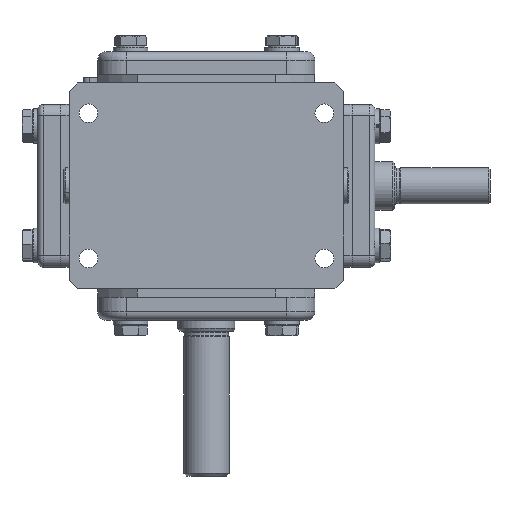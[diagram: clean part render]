
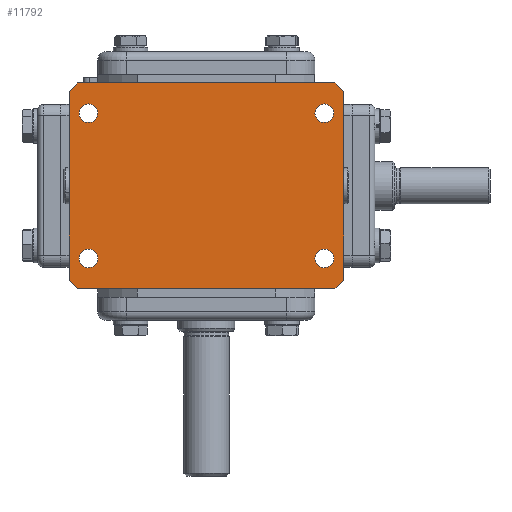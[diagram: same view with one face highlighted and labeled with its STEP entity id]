
A CAD part, front view. The second image highlights one B-rep face of the part: STEP entity #11792.
In plain terms, the highlighted planar face has unit normal (0, -1, 0).
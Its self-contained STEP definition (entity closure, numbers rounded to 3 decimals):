
#542 = CARTESIAN_POINT ( 'NONE',  ( 45., -43.64, -36. ) ) ;
#547 = CARTESIAN_POINT ( 'NONE',  ( 41.275, -43.64, 22.136 ) ) ;
#557 = CARTESIAN_POINT ( 'NONE',  ( 48., -43.64, -33. ) ) ;
#613 = CARTESIAN_POINT ( 'NONE',  ( -45., -43.64, 36. ) ) ;
#623 = CARTESIAN_POINT ( 'NONE',  ( 41.275, -43.64, 28.664 ) ) ;
#644 = CARTESIAN_POINT ( 'NONE',  ( 48., -43.64, 33. ) ) ;
#667 = CARTESIAN_POINT ( 'NONE',  ( 41.275, -43.64, -22.136 ) ) ;
#686 = CARTESIAN_POINT ( 'NONE',  ( -48., -43.64, -33. ) ) ;
#1706 = DIRECTION ( 'NONE',  ( 0., -1., 0. ) ) ;
#1711 = DIRECTION ( 'NONE',  ( 0., 0., -1. ) ) ;
#1725 = DIRECTION ( 'NONE',  ( 0.707, 0., -0.707 ) ) ;
#1726 = CARTESIAN_POINT ( 'NONE',  ( 45., -43.64, 36. ) ) ;
#1776 = CARTESIAN_POINT ( 'NONE',  ( -41.275, -43.64, -25.4 ) ) ;
#2188 = VERTEX_POINT ( 'NONE', #12174 ) ;
#2211 = VERTEX_POINT ( 'NONE', #12067 ) ;
#2373 = ORIENTED_EDGE ( 'NONE', *, *, #8579, .F. ) ;
#2378 = ORIENTED_EDGE ( 'NONE', *, *, #11700, .F. ) ;
#2380 = ORIENTED_EDGE ( 'NONE', *, *, #8590, .F. ) ;
#2381 = ORIENTED_EDGE ( 'NONE', *, *, #11718, .F. ) ;
#2382 = ORIENTED_EDGE ( 'NONE', *, *, #9212, .F. ) ;
#2384 = ORIENTED_EDGE ( 'NONE', *, *, #8239, .F. ) ;
#2391 = ORIENTED_EDGE ( 'NONE', *, *, #8234, .F. ) ;
#2392 = ORIENTED_EDGE ( 'NONE', *, *, #9231, .T. ) ;
#2393 = ORIENTED_EDGE ( 'NONE', *, *, #9218, .F. ) ;
#2397 = ORIENTED_EDGE ( 'NONE', *, *, #11714, .T. ) ;
#2400 = ORIENTED_EDGE ( 'NONE', *, *, #11713, .F. ) ;
#2410 = ORIENTED_EDGE ( 'NONE', *, *, #11972, .F. ) ;
#2411 = ORIENTED_EDGE ( 'NONE', *, *, #8238, .F. ) ;
#2412 = ORIENTED_EDGE ( 'NONE', *, *, #11971, .F. ) ;
#2413 = ORIENTED_EDGE ( 'NONE', *, *, #8233, .F. ) ;
#2416 = ORIENTED_EDGE ( 'NONE', *, *, #11702, .F. ) ;
#2653 = EDGE_LOOP ( 'NONE', ( #2397, #2410, #2381, #2373, #2382, #2393, #2392, #2391 ) ) ;
#3081 = VERTEX_POINT ( 'NONE', #12048 ) ;
#3083 = VERTEX_POINT ( 'NONE', #12022 ) ;
#3108 = VERTEX_POINT ( 'NONE', #12203 ) ;
#3111 = VERTEX_POINT ( 'NONE', #12074 ) ;
#3118 = VERTEX_POINT ( 'NONE', #12024 ) ;
#3121 = VERTEX_POINT ( 'NONE', #12161 ) ;
#3134 = VERTEX_POINT ( 'NONE', #623 ) ;
#3139 = VERTEX_POINT ( 'NONE', #686 ) ;
#3150 = VERTEX_POINT ( 'NONE', #613 ) ;
#3168 = VERTEX_POINT ( 'NONE', #644 ) ;
#3174 = VERTEX_POINT ( 'NONE', #667 ) ;
#3188 = VERTEX_POINT ( 'NONE', #547 ) ;
#3195 = VERTEX_POINT ( 'NONE', #557 ) ;
#3214 = VERTEX_POINT ( 'NONE', #542 ) ;
#3229 = CARTESIAN_POINT ( 'NONE',  ( 41.275, -43.64, 25.4 ) ) ;
#3230 = DIRECTION ( 'NONE',  ( 0., -1., 0. ) ) ;
#3231 = DIRECTION ( 'NONE',  ( 0., 0., -1. ) ) ;
#3232 = CARTESIAN_POINT ( 'NONE',  ( 48., -43.64, -33. ) ) ;
#3233 = DIRECTION ( 'NONE',  ( -0.707, 0., -0.707 ) ) ;
#3511 = CARTESIAN_POINT ( 'NONE',  ( 41.275, -43.64, 25.4 ) ) ;
#3512 = DIRECTION ( 'NONE',  ( 0., -1., 0. ) ) ;
#3513 = DIRECTION ( 'NONE',  ( 0., 0., -1. ) ) ;
#3515 = CARTESIAN_POINT ( 'NONE',  ( -48., -43.64, -33. ) ) ;
#3516 = CARTESIAN_POINT ( 'NONE',  ( -41.275, -43.64, 25.4 ) ) ;
#3517 = DIRECTION ( 'NONE',  ( -0.707, 0., 0.707 ) ) ;
#3518 = DIRECTION ( 'NONE',  ( 0., -1., 0. ) ) ;
#3519 = DIRECTION ( 'NONE',  ( 0., 0., -1. ) ) ;
#3554 = CARTESIAN_POINT ( 'NONE',  ( 41.275, -43.64, -25.4 ) ) ;
#3555 = DIRECTION ( 'NONE',  ( 0., -1., 0. ) ) ;
#3557 = DIRECTION ( 'NONE',  ( 0., 0., -1. ) ) ;
#4505 = PLANE ( 'NONE',  #9614 ) ;
#4506 = CARTESIAN_POINT ( 'NONE',  ( -48., -43.64, 41. ) ) ;
#4507 = DIRECTION ( 'NONE',  ( 0., -1., 0. ) ) ;
#4508 = DIRECTION ( 'NONE',  ( 0., 0., -1. ) ) ;
#4821 = LINE ( 'NONE', #3232, #10003 ) ;
#5271 = LINE ( 'NONE', #3515, #7675 ) ;
#6438 = EDGE_LOOP ( 'NONE', ( #2412, #2411 ) ) ;
#6538 = EDGE_LOOP ( 'NONE', ( #2400, #2413 ) ) ;
#6561 = EDGE_LOOP ( 'NONE', ( #2378, #2380 ) ) ;
#6609 = EDGE_LOOP ( 'NONE', ( #2416, #2384 ) ) ;
#7539 = CIRCLE ( 'NONE', #7545, 3.264 ) ;
#7545 = AXIS2_PLACEMENT_3D ( 'NONE', #3554, #3555, #3557 ) ;
#7675 = VECTOR ( 'NONE', #3517, 1000. ) ;
#7679 = CIRCLE ( 'NONE', #7681, 3.264 ) ;
#7681 = AXIS2_PLACEMENT_3D ( 'NONE', #3511, #3512, #3513 ) ;
#7682 = CIRCLE ( 'NONE', #7683, 3.264 ) ;
#7683 = AXIS2_PLACEMENT_3D ( 'NONE', #3516, #3518, #3519 ) ;
#8233 = EDGE_CURVE ( 'NONE', #3174, #2211, #7539, .T. ) ;
#8234 = EDGE_CURVE ( 'NONE', #3081, #3139, #5271, .T. ) ;
#8238 = EDGE_CURVE ( 'NONE', #3134, #3188, #7679, .T. ) ;
#8239 = EDGE_CURVE ( 'NONE', #3108, #3111, #7682, .T. ) ;
#8579 = EDGE_CURVE ( 'NONE', #3083, #3168, #13657, .T. ) ;
#8590 = EDGE_CURVE ( 'NONE', #3118, #3121, #11180, .T. ) ;
#9212 = EDGE_CURVE ( 'NONE', #3150, #3083, #17197, .T. ) ;
#9218 = EDGE_CURVE ( 'NONE', #2188, #3150, #17202, .T. ) ;
#9231 = EDGE_CURVE ( 'NONE', #2188, #3139, #17209, .T. ) ;
#9613 = VECTOR ( 'NONE', #15591, 1000. ) ;
#9614 = AXIS2_PLACEMENT_3D ( 'NONE', #4506, #4507, #4508 ) ;
#9660 = CIRCLE ( 'NONE', #10203, 3.264 ) ;
#9815 = VECTOR ( 'NONE', #17113, 1000. ) ;
#10003 = VECTOR ( 'NONE', #3233, 1000. ) ;
#10084 = CIRCLE ( 'NONE', #10190, 3.264 ) ;
#10092 = VECTOR ( 'NONE', #15961, 1000. ) ;
#10174 = AXIS2_PLACEMENT_3D ( 'NONE', #15957, #15958, #15959 ) ;
#10178 = VECTOR ( 'NONE', #17081, 1000. ) ;
#10190 = AXIS2_PLACEMENT_3D ( 'NONE', #15918, #15919, #15920 ) ;
#10203 = AXIS2_PLACEMENT_3D ( 'NONE', #3229, #3230, #3231 ) ;
#10205 = AXIS2_PLACEMENT_3D ( 'NONE', #15924, #15925, #15926 ) ;
#10207 = CIRCLE ( 'NONE', #10205, 3.264 ) ;
#10215 = CIRCLE ( 'NONE', #10174, 3.264 ) ;
#10261 = VECTOR ( 'NONE', #15971, 1000. ) ;
#10955 = AXIS2_PLACEMENT_3D ( 'NONE', #1776, #1706, #1711 ) ;
#11180 = CIRCLE ( 'NONE', #10955, 3.264 ) ;
#11191 = VECTOR ( 'NONE', #1725, 1000. ) ;
#11700 = EDGE_CURVE ( 'NONE', #3121, #3118, #10084, .T. ) ;
#11702 = EDGE_CURVE ( 'NONE', #3111, #3108, #10207, .T. ) ;
#11713 = EDGE_CURVE ( 'NONE', #2211, #3174, #10215, .T. ) ;
#11714 = EDGE_CURVE ( 'NONE', #3081, #3214, #17256, .T. ) ;
#11718 = EDGE_CURVE ( 'NONE', #3168, #3195, #17258, .T. ) ;
#11792 = ADVANCED_FACE ( 'NONE', ( #16359, #16360, #16361, #16362, #16363 ), #4505, .T. ) ;
#11971 = EDGE_CURVE ( 'NONE', #3188, #3134, #9660, .T. ) ;
#11972 = EDGE_CURVE ( 'NONE', #3195, #3214, #4821, .T. ) ;
#12022 = CARTESIAN_POINT ( 'NONE',  ( 45., -43.64, 36. ) ) ;
#12024 = CARTESIAN_POINT ( 'NONE',  ( -41.275, -43.64, -22.136 ) ) ;
#12048 = CARTESIAN_POINT ( 'NONE',  ( -45., -43.64, -36. ) ) ;
#12067 = CARTESIAN_POINT ( 'NONE',  ( 41.275, -43.64, -28.664 ) ) ;
#12074 = CARTESIAN_POINT ( 'NONE',  ( -41.275, -43.64, 22.136 ) ) ;
#12161 = CARTESIAN_POINT ( 'NONE',  ( -41.275, -43.64, -28.664 ) ) ;
#12174 = CARTESIAN_POINT ( 'NONE',  ( -48., -43.64, 33. ) ) ;
#12203 = CARTESIAN_POINT ( 'NONE',  ( -41.275, -43.64, 28.664 ) ) ;
#13657 = LINE ( 'NONE', #1726, #11191 ) ;
#15590 = CARTESIAN_POINT ( 'NONE',  ( -48., -43.64, 36. ) ) ;
#15591 = DIRECTION ( 'NONE',  ( 1., 0., 0. ) ) ;
#15918 = CARTESIAN_POINT ( 'NONE',  ( -41.275, -43.64, -25.4 ) ) ;
#15919 = DIRECTION ( 'NONE',  ( 0., -1., 0. ) ) ;
#15920 = DIRECTION ( 'NONE',  ( 0., 0., -1. ) ) ;
#15924 = CARTESIAN_POINT ( 'NONE',  ( -41.275, -43.64, 25.4 ) ) ;
#15925 = DIRECTION ( 'NONE',  ( 0., -1., 0. ) ) ;
#15926 = DIRECTION ( 'NONE',  ( 0., 0., -1. ) ) ;
#15957 = CARTESIAN_POINT ( 'NONE',  ( 41.275, -43.64, -25.4 ) ) ;
#15958 = DIRECTION ( 'NONE',  ( 0., -1., 0. ) ) ;
#15959 = DIRECTION ( 'NONE',  ( 0., 0., -1. ) ) ;
#15960 = CARTESIAN_POINT ( 'NONE',  ( -48., -43.64, -36. ) ) ;
#15961 = DIRECTION ( 'NONE',  ( 1., 0., 0. ) ) ;
#15970 = CARTESIAN_POINT ( 'NONE',  ( 48., -43.64, 41. ) ) ;
#15971 = DIRECTION ( 'NONE',  ( 0., 0., -1. ) ) ;
#16359 = FACE_BOUND ( 'NONE', #6538, .T. ) ;
#16360 = FACE_BOUND ( 'NONE', #6438, .T. ) ;
#16361 = FACE_BOUND ( 'NONE', #6609, .T. ) ;
#16362 = FACE_BOUND ( 'NONE', #6561, .T. ) ;
#16363 = FACE_OUTER_BOUND ( 'NONE', #2653, .T. ) ;
#17080 = CARTESIAN_POINT ( 'NONE',  ( -45., -43.64, 36. ) ) ;
#17081 = DIRECTION ( 'NONE',  ( 0.707, 0., 0.707 ) ) ;
#17112 = CARTESIAN_POINT ( 'NONE',  ( -48., -43.64, 41. ) ) ;
#17113 = DIRECTION ( 'NONE',  ( 0., 0., -1. ) ) ;
#17197 = LINE ( 'NONE', #15590, #9613 ) ;
#17202 = LINE ( 'NONE', #17080, #10178 ) ;
#17209 = LINE ( 'NONE', #17112, #9815 ) ;
#17256 = LINE ( 'NONE', #15960, #10092 ) ;
#17258 = LINE ( 'NONE', #15970, #10261 ) ;
